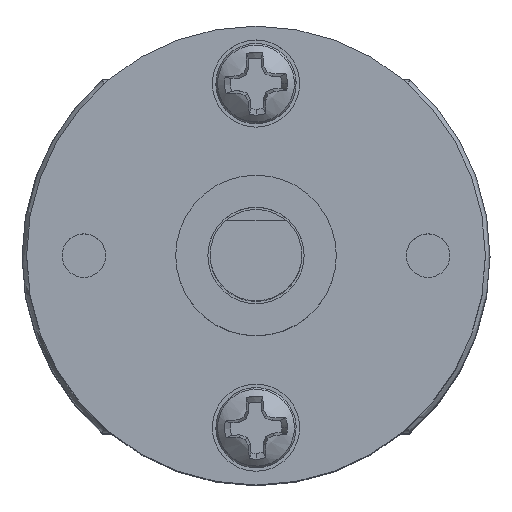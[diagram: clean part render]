
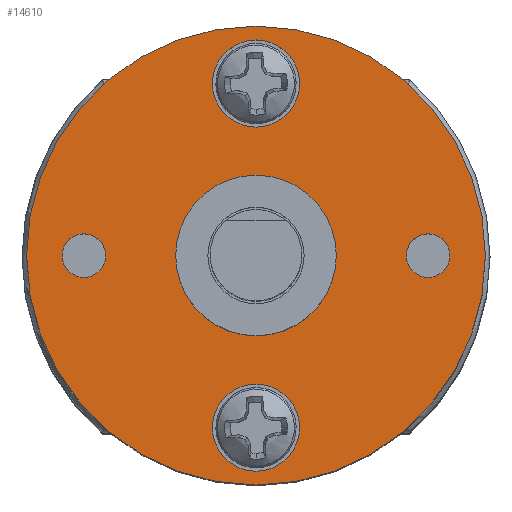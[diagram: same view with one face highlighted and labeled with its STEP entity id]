
A CAD part, top view. The second image highlights one B-rep face of the part: STEP entity #14610.
In plain terms, the highlighted planar face has unit normal (0, 0, 1).
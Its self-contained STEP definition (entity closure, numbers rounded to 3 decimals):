
#190 = ORIENTED_EDGE ( 'NONE', *, *, #1869, .F. ) ;
#427 = ORIENTED_EDGE ( 'NONE', *, *, #2614, .F. ) ;
#470 = CARTESIAN_POINT ( 'NONE',  ( 16.394, 20.053, 45.507 ) ) ;
#756 = ORIENTED_EDGE ( 'NONE', *, *, #9251, .F. ) ;
#949 = CARTESIAN_POINT ( 'NONE',  ( 23.894, 26.603, 45.507 ) ) ;
#1059 = CIRCLE ( 'NONE', #16273, 1.9 ) ;
#1103 = AXIS2_PLACEMENT_3D ( 'NONE', #3992, #2543, #20601 ) ;
#1234 = AXIS2_PLACEMENT_3D ( 'NONE', #3421, #3355, #11799 ) ;
#1624 = AXIS2_PLACEMENT_3D ( 'NONE', #21129, #4723, #16223 ) ;
#1869 = EDGE_CURVE ( 'NONE', #18566, #16926, #20689, .T. ) ;
#2148 = VERTEX_POINT ( 'NONE', #17916 ) ;
#2543 = DIRECTION ( 'NONE',  ( 0., 0., -1. ) ) ;
#2614 = EDGE_CURVE ( 'NONE', #15970, #15864, #3626, .T. ) ;
#2696 = DIRECTION ( 'NONE',  ( 0., 0., 1. ) ) ;
#3137 = AXIS2_PLACEMENT_3D ( 'NONE', #20411, #20474, #18544 ) ;
#3355 = DIRECTION ( 'NONE',  ( 0., 0., 1. ) ) ;
#3421 = CARTESIAN_POINT ( 'NONE',  ( 23.894, 21.003, 45.507 ) ) ;
#3460 = DIRECTION ( 'NONE',  ( 0., 0., 1. ) ) ;
#3522 = CARTESIAN_POINT ( 'NONE',  ( 23.894, 31.003, 45.507 ) ) ;
#3603 = DIRECTION ( 'NONE',  ( 0., -1., 0. ) ) ;
#3626 = CIRCLE ( 'NONE', #16248, 3.5 ) ;
#3841 = CARTESIAN_POINT ( 'NONE',  ( 23.894, 15.403, 45.507 ) ) ;
#3979 = EDGE_CURVE ( 'NONE', #8303, #10598, #20967, .T. ) ;
#3992 = CARTESIAN_POINT ( 'NONE',  ( 23.894, 21.003, 45.507 ) ) ;
#4091 = ORIENTED_EDGE ( 'NONE', *, *, #20098, .F. ) ;
#4198 = EDGE_CURVE ( 'NONE', #10476, #6490, #12924, .T. ) ;
#4218 = ORIENTED_EDGE ( 'NONE', *, *, #21142, .F. ) ;
#4258 = AXIS2_PLACEMENT_3D ( 'NONE', #13415, #3460, #3603 ) ;
#4415 = AXIS2_PLACEMENT_3D ( 'NONE', #15486, #17152, #12285 ) ;
#4723 = DIRECTION ( 'NONE',  ( 0., 0., -1. ) ) ;
#4755 = DIRECTION ( 'NONE',  ( 0., -1., 0. ) ) ;
#5194 = EDGE_LOOP ( 'NONE', ( #6026, #4091 ) ) ;
#5240 = AXIS2_PLACEMENT_3D ( 'NONE', #7618, #7682, #9546 ) ;
#5309 = CIRCLE ( 'NONE', #1624, 10. ) ;
#6026 = ORIENTED_EDGE ( 'NONE', *, *, #9498, .F. ) ;
#6282 = EDGE_CURVE ( 'NONE', #2148, #19609, #5309, .T. ) ;
#6490 = VERTEX_POINT ( 'NONE', #9487 ) ;
#6679 = CARTESIAN_POINT ( 'NONE',  ( 23.894, 30.403, 45.507 ) ) ;
#6727 = AXIS2_PLACEMENT_3D ( 'NONE', #13617, #13824, #20414 ) ;
#6761 = CIRCLE ( 'NONE', #20135, 0.95 ) ;
#6837 = ORIENTED_EDGE ( 'NONE', *, *, #3979, .F. ) ;
#7029 = FACE_BOUND ( 'NONE', #20254, .T. ) ;
#7308 = EDGE_LOOP ( 'NONE', ( #15926, #9404 ) ) ;
#7518 = CARTESIAN_POINT ( 'NONE',  ( 23.894, 24.503, 45.507 ) ) ;
#7540 = EDGE_CURVE ( 'NONE', #15864, #15970, #19215, .T. ) ;
#7618 = CARTESIAN_POINT ( 'NONE',  ( 16.394, 21.003, 45.507 ) ) ;
#7682 = DIRECTION ( 'NONE',  ( 0., 0., 1. ) ) ;
#7838 = EDGE_CURVE ( 'NONE', #19609, #2148, #9126, .T. ) ;
#7844 = AXIS2_PLACEMENT_3D ( 'NONE', #9823, #10515, #15286 ) ;
#8220 = ORIENTED_EDGE ( 'NONE', *, *, #15493, .F. ) ;
#8303 = VERTEX_POINT ( 'NONE', #12320 ) ;
#8420 = CIRCLE ( 'NONE', #4415, 0.95 ) ;
#8450 = DIRECTION ( 'NONE',  ( 0., 0., 1. ) ) ;
#8473 = CIRCLE ( 'NONE', #5240, 0.95 ) ;
#8575 = FACE_BOUND ( 'NONE', #16630, .T. ) ;
#8688 = AXIS2_PLACEMENT_3D ( 'NONE', #14153, #2696, #12501 ) ;
#9126 = CIRCLE ( 'NONE', #1103, 10. ) ;
#9162 = CARTESIAN_POINT ( 'NONE',  ( 16.394, 21.953, 45.507 ) ) ;
#9251 = EDGE_CURVE ( 'NONE', #16926, #18566, #13380, .T. ) ;
#9404 = ORIENTED_EDGE ( 'NONE', *, *, #7838, .F. ) ;
#9462 = DIRECTION ( 'NONE',  ( 0., 0., 1. ) ) ;
#9487 = CARTESIAN_POINT ( 'NONE',  ( 23.894, 11.603, 45.507 ) ) ;
#9498 = EDGE_CURVE ( 'NONE', #15897, #12445, #8473, .T. ) ;
#9546 = DIRECTION ( 'NONE',  ( 0., -1., 0. ) ) ;
#9812 = ORIENTED_EDGE ( 'NONE', *, *, #4198, .F. ) ;
#9823 = CARTESIAN_POINT ( 'NONE',  ( 23.894, 13.503, 45.507 ) ) ;
#9826 = DIRECTION ( 'NONE',  ( 0., 1., 0. ) ) ;
#10218 = PLANE ( 'NONE',  #3137 ) ;
#10476 = VERTEX_POINT ( 'NONE', #3841 ) ;
#10515 = DIRECTION ( 'NONE',  ( 0., 0., 1. ) ) ;
#10598 = VERTEX_POINT ( 'NONE', #16259 ) ;
#11407 = FACE_OUTER_BOUND ( 'NONE', #7308, .T. ) ;
#11460 = EDGE_LOOP ( 'NONE', ( #756, #190 ) ) ;
#11799 = DIRECTION ( 'NONE',  ( 0., 1., 0. ) ) ;
#12285 = DIRECTION ( 'NONE',  ( 0., -1., 0. ) ) ;
#12320 = CARTESIAN_POINT ( 'NONE',  ( 31.394, 20.053, 45.507 ) ) ;
#12445 = VERTEX_POINT ( 'NONE', #9162 ) ;
#12501 = DIRECTION ( 'NONE',  ( 0., -1., 0. ) ) ;
#12921 = CARTESIAN_POINT ( 'NONE',  ( 31.394, 21.003, 45.507 ) ) ;
#12924 = CIRCLE ( 'NONE', #7844, 1.9 ) ;
#13082 = CARTESIAN_POINT ( 'NONE',  ( 23.894, 17.503, 45.507 ) ) ;
#13380 = CIRCLE ( 'NONE', #6727, 1.9 ) ;
#13415 = CARTESIAN_POINT ( 'NONE',  ( 23.894, 28.503, 45.507 ) ) ;
#13617 = CARTESIAN_POINT ( 'NONE',  ( 23.894, 28.503, 45.507 ) ) ;
#13750 = CARTESIAN_POINT ( 'NONE',  ( 23.894, 13.503, 45.507 ) ) ;
#13824 = DIRECTION ( 'NONE',  ( 0., 0., 1. ) ) ;
#14067 = EDGE_LOOP ( 'NONE', ( #6837, #4218 ) ) ;
#14153 = CARTESIAN_POINT ( 'NONE',  ( 31.394, 21.003, 45.507 ) ) ;
#14238 = FACE_BOUND ( 'NONE', #14067, .T. ) ;
#14610 = ADVANCED_FACE ( 'NONE', ( #18659, #8575, #11407, #14238, #16339, #7029 ), #10218, .F. ) ;
#15286 = DIRECTION ( 'NONE',  ( 0., -1., 0. ) ) ;
#15415 = DIRECTION ( 'NONE',  ( 0., -1., 0. ) ) ;
#15486 = CARTESIAN_POINT ( 'NONE',  ( 16.394, 21.003, 45.507 ) ) ;
#15493 = EDGE_CURVE ( 'NONE', #6490, #10476, #1059, .T. ) ;
#15864 = VERTEX_POINT ( 'NONE', #13082 ) ;
#15897 = VERTEX_POINT ( 'NONE', #470 ) ;
#15926 = ORIENTED_EDGE ( 'NONE', *, *, #6282, .F. ) ;
#15970 = VERTEX_POINT ( 'NONE', #7518 ) ;
#16223 = DIRECTION ( 'NONE',  ( 0., -1., 0. ) ) ;
#16248 = AXIS2_PLACEMENT_3D ( 'NONE', #16704, #8450, #9826 ) ;
#16259 = CARTESIAN_POINT ( 'NONE',  ( 31.394, 21.953, 45.507 ) ) ;
#16273 = AXIS2_PLACEMENT_3D ( 'NONE', #13750, #17093, #15415 ) ;
#16339 = FACE_BOUND ( 'NONE', #5194, .T. ) ;
#16630 = EDGE_LOOP ( 'NONE', ( #427, #17319 ) ) ;
#16704 = CARTESIAN_POINT ( 'NONE',  ( 23.894, 21.003, 45.507 ) ) ;
#16926 = VERTEX_POINT ( 'NONE', #949 ) ;
#17093 = DIRECTION ( 'NONE',  ( 0., 0., 1. ) ) ;
#17152 = DIRECTION ( 'NONE',  ( 0., 0., 1. ) ) ;
#17319 = ORIENTED_EDGE ( 'NONE', *, *, #7540, .F. ) ;
#17916 = CARTESIAN_POINT ( 'NONE',  ( 23.894, 11.003, 45.507 ) ) ;
#18544 = DIRECTION ( 'NONE',  ( 0., 1., 0. ) ) ;
#18566 = VERTEX_POINT ( 'NONE', #6679 ) ;
#18659 = FACE_BOUND ( 'NONE', #11460, .T. ) ;
#19215 = CIRCLE ( 'NONE', #1234, 3.5 ) ;
#19609 = VERTEX_POINT ( 'NONE', #3522 ) ;
#20098 = EDGE_CURVE ( 'NONE', #12445, #15897, #8420, .T. ) ;
#20135 = AXIS2_PLACEMENT_3D ( 'NONE', #12921, #9462, #4755 ) ;
#20254 = EDGE_LOOP ( 'NONE', ( #8220, #9812 ) ) ;
#20411 = CARTESIAN_POINT ( 'NONE',  ( 23.894, 21.003, 45.507 ) ) ;
#20414 = DIRECTION ( 'NONE',  ( 0., -1., 0. ) ) ;
#20474 = DIRECTION ( 'NONE',  ( 0., 0., -1. ) ) ;
#20601 = DIRECTION ( 'NONE',  ( 0., -1., 0. ) ) ;
#20689 = CIRCLE ( 'NONE', #4258, 1.9 ) ;
#20967 = CIRCLE ( 'NONE', #8688, 0.95 ) ;
#21129 = CARTESIAN_POINT ( 'NONE',  ( 23.894, 21.003, 45.507 ) ) ;
#21142 = EDGE_CURVE ( 'NONE', #10598, #8303, #6761, .T. ) ;
